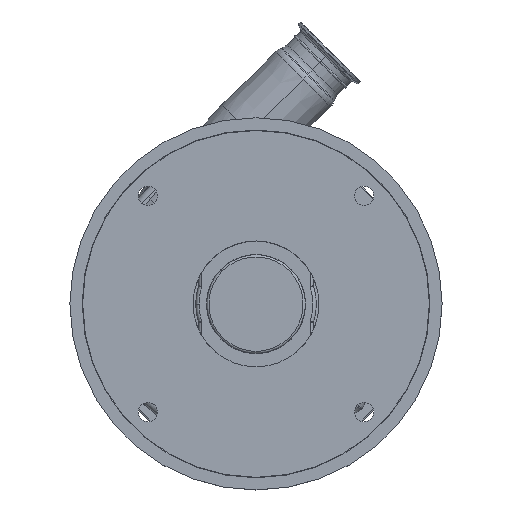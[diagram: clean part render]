
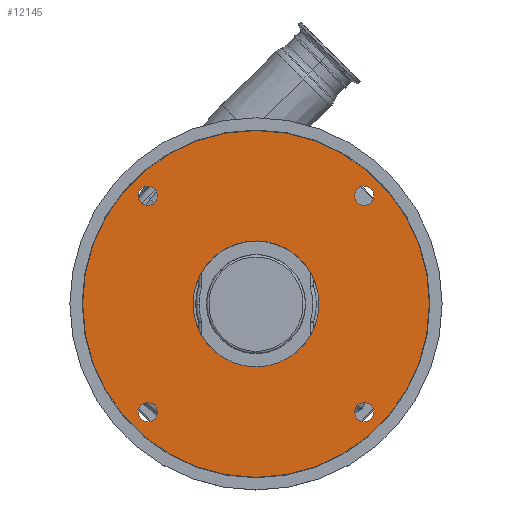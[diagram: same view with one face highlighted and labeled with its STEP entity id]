
A CAD part, top view. The second image highlights one B-rep face of the part: STEP entity #12145.
In plain terms, the highlighted planar face has unit normal (0, 0, 1).
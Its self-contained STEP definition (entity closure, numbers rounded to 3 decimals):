
#33 = EDGE_LOOP ( 'NONE', ( #2108, #8475 ) ) ;
#181 = DIRECTION ( 'NONE',  ( 0., 0., 1. ) ) ;
#387 = CIRCLE ( 'NONE', #11749, 8.75 ) ;
#457 = DIRECTION ( 'NONE',  ( 0., 0., 1. ) ) ;
#494 = DIRECTION ( 'NONE',  ( 1., 0., 0. ) ) ;
#555 = CARTESIAN_POINT ( 'NONE',  ( 90.033, 98.783, 190.5 ) ) ;
#568 = EDGE_CURVE ( 'NONE', #7951, #12315, #5777, .T. ) ;
#713 = AXIS2_PLACEMENT_3D ( 'NONE', #2543, #4920, #9449 ) ;
#792 = FACE_OUTER_BOUND ( 'NONE', #6549, .T. ) ;
#838 = AXIS2_PLACEMENT_3D ( 'NONE', #11836, #2164, #9542 ) ;
#852 = AXIS2_PLACEMENT_3D ( 'NONE', #11794, #5850, #5046 ) ;
#853 = ORIENTED_EDGE ( 'NONE', *, *, #9856, .F. ) ;
#1099 = AXIS2_PLACEMENT_3D ( 'NONE', #12021, #1844, #6503 ) ;
#1238 = ORIENTED_EDGE ( 'NONE', *, *, #2059, .F. ) ;
#1453 = CARTESIAN_POINT ( 'NONE',  ( -90.033, 98.783, 190.5 ) ) ;
#1512 = EDGE_CURVE ( 'NONE', #12315, #7951, #10558, .T. ) ;
#1607 = CARTESIAN_POINT ( 'NONE',  ( -57.5, 0., 190.5 ) ) ;
#1844 = DIRECTION ( 'NONE',  ( 0., 0., 1. ) ) ;
#1994 = EDGE_LOOP ( 'NONE', ( #4017, #6223 ) ) ;
#2059 = EDGE_CURVE ( 'NONE', #9431, #9600, #387, .T. ) ;
#2108 = ORIENTED_EDGE ( 'NONE', *, *, #10849, .F. ) ;
#2164 = DIRECTION ( 'NONE',  ( 0., 0., 1. ) ) ;
#2177 = DIRECTION ( 'NONE',  ( 0., 0., 1. ) ) ;
#2302 = EDGE_CURVE ( 'NONE', #9854, #3823, #12476, .T. ) ;
#2543 = CARTESIAN_POINT ( 'NONE',  ( 98.783, -98.783, 190.5 ) ) ;
#2707 = DIRECTION ( 'NONE',  ( 0., 0., 1. ) ) ;
#2823 = CIRCLE ( 'NONE', #3064, 57.5 ) ;
#2916 = CARTESIAN_POINT ( 'NONE',  ( -158.4, 0., 190.5 ) ) ;
#2918 = CARTESIAN_POINT ( 'NONE',  ( 57.5, 0., 190.5 ) ) ;
#2977 = DIRECTION ( 'NONE',  ( 0., 0., 1. ) ) ;
#3046 = DIRECTION ( 'NONE',  ( 1., 0., 0. ) ) ;
#3064 = AXIS2_PLACEMENT_3D ( 'NONE', #6626, #4485, #9081 ) ;
#3290 = AXIS2_PLACEMENT_3D ( 'NONE', #10469, #4900, #11655 ) ;
#3291 = ORIENTED_EDGE ( 'NONE', *, *, #5976, .F. ) ;
#3335 = AXIS2_PLACEMENT_3D ( 'NONE', #3437, #181, #12655 ) ;
#3355 = VERTEX_POINT ( 'NONE', #10183 ) ;
#3437 = CARTESIAN_POINT ( 'NONE',  ( -98.783, 98.783, 190.5 ) ) ;
#3502 = DIRECTION ( 'NONE',  ( 1., 0., 0. ) ) ;
#3633 = EDGE_CURVE ( 'NONE', #3355, #3895, #7495, .T. ) ;
#3823 = VERTEX_POINT ( 'NONE', #1453 ) ;
#3895 = VERTEX_POINT ( 'NONE', #8122 ) ;
#4017 = ORIENTED_EDGE ( 'NONE', *, *, #8270, .F. ) ;
#4205 = FACE_BOUND ( 'NONE', #13927, .T. ) ;
#4368 = VERTEX_POINT ( 'NONE', #555 ) ;
#4485 = DIRECTION ( 'NONE',  ( 0., 0., 1. ) ) ;
#4708 = AXIS2_PLACEMENT_3D ( 'NONE', #12925, #2977, #3046 ) ;
#4900 = DIRECTION ( 'NONE',  ( 0., 0., 1. ) ) ;
#4920 = DIRECTION ( 'NONE',  ( 0., 0., 1. ) ) ;
#5046 = DIRECTION ( 'NONE',  ( 1., 0., 0. ) ) ;
#5064 = DIRECTION ( 'NONE',  ( 0., 0., 1. ) ) ;
#5233 = FACE_BOUND ( 'NONE', #5583, .T. ) ;
#5305 = DIRECTION ( 'NONE',  ( 0., 0., 1. ) ) ;
#5583 = EDGE_LOOP ( 'NONE', ( #3291, #10670 ) ) ;
#5667 = CIRCLE ( 'NONE', #713, 8.75 ) ;
#5720 = EDGE_CURVE ( 'NONE', #5871, #4368, #7781, .T. ) ;
#5777 = CIRCLE ( 'NONE', #11969, 158.4 ) ;
#5850 = DIRECTION ( 'NONE',  ( 0., 0., 1. ) ) ;
#5871 = VERTEX_POINT ( 'NONE', #10951 ) ;
#5976 = EDGE_CURVE ( 'NONE', #13256, #12722, #2823, .T. ) ;
#6077 = CARTESIAN_POINT ( 'NONE',  ( 0., 0., 190.5 ) ) ;
#6223 = ORIENTED_EDGE ( 'NONE', *, *, #3633, .F. ) ;
#6269 = CARTESIAN_POINT ( 'NONE',  ( -107.533, 98.783, 190.5 ) ) ;
#6341 = FACE_BOUND ( 'NONE', #33, .T. ) ;
#6391 = AXIS2_PLACEMENT_3D ( 'NONE', #12001, #5305, #14370 ) ;
#6503 = DIRECTION ( 'NONE',  ( 1., 0., 0. ) ) ;
#6549 = EDGE_LOOP ( 'NONE', ( #11837, #7842 ) ) ;
#6626 = CARTESIAN_POINT ( 'NONE',  ( 0., 0., 190.5 ) ) ;
#7471 = EDGE_CURVE ( 'NONE', #4368, #5871, #7776, .T. ) ;
#7495 = CIRCLE ( 'NONE', #1099, 8.75 ) ;
#7776 = CIRCLE ( 'NONE', #4708, 8.75 ) ;
#7781 = CIRCLE ( 'NONE', #3290, 8.75 ) ;
#7829 = CIRCLE ( 'NONE', #3335, 8.75 ) ;
#7842 = ORIENTED_EDGE ( 'NONE', *, *, #1512, .T. ) ;
#7951 = VERTEX_POINT ( 'NONE', #12765 ) ;
#8122 = CARTESIAN_POINT ( 'NONE',  ( 107.533, -98.783, 190.5 ) ) ;
#8270 = EDGE_CURVE ( 'NONE', #3895, #3355, #5667, .T. ) ;
#8328 = AXIS2_PLACEMENT_3D ( 'NONE', #9780, #2707, #494 ) ;
#8475 = ORIENTED_EDGE ( 'NONE', *, *, #2302, .F. ) ;
#8583 = CARTESIAN_POINT ( 'NONE',  ( -90.033, -98.783, 190.5 ) ) ;
#8710 = PLANE ( 'NONE',  #8328 ) ;
#9081 = DIRECTION ( 'NONE',  ( 1., 0., 0. ) ) ;
#9431 = VERTEX_POINT ( 'NONE', #10679 ) ;
#9449 = DIRECTION ( 'NONE',  ( 1., 0., 0. ) ) ;
#9489 = ORIENTED_EDGE ( 'NONE', *, *, #7471, .F. ) ;
#9542 = DIRECTION ( 'NONE',  ( 1., 0., 0. ) ) ;
#9600 = VERTEX_POINT ( 'NONE', #8583 ) ;
#9780 = CARTESIAN_POINT ( 'NONE',  ( 0., 0., 190.5 ) ) ;
#9842 = FACE_BOUND ( 'NONE', #10704, .T. ) ;
#9854 = VERTEX_POINT ( 'NONE', #6269 ) ;
#9856 = EDGE_CURVE ( 'NONE', #9600, #9431, #12804, .T. ) ;
#10183 = CARTESIAN_POINT ( 'NONE',  ( 90.033, -98.783, 190.5 ) ) ;
#10229 = CIRCLE ( 'NONE', #11643, 57.5 ) ;
#10469 = CARTESIAN_POINT ( 'NONE',  ( 98.783, 98.783, 190.5 ) ) ;
#10552 = DIRECTION ( 'NONE',  ( 1., 0., 0. ) ) ;
#10558 = CIRCLE ( 'NONE', #838, 158.4 ) ;
#10658 = FACE_BOUND ( 'NONE', #1994, .T. ) ;
#10670 = ORIENTED_EDGE ( 'NONE', *, *, #11314, .F. ) ;
#10679 = CARTESIAN_POINT ( 'NONE',  ( -107.533, -98.783, 190.5 ) ) ;
#10704 = EDGE_LOOP ( 'NONE', ( #13203, #9489 ) ) ;
#10849 = EDGE_CURVE ( 'NONE', #3823, #9854, #7829, .T. ) ;
#10951 = CARTESIAN_POINT ( 'NONE',  ( 107.533, 98.783, 190.5 ) ) ;
#11314 = EDGE_CURVE ( 'NONE', #12722, #13256, #10229, .T. ) ;
#11578 = DIRECTION ( 'NONE',  ( 1., 0., 0. ) ) ;
#11643 = AXIS2_PLACEMENT_3D ( 'NONE', #6077, #457, #11578 ) ;
#11655 = DIRECTION ( 'NONE',  ( 1., 0., 0. ) ) ;
#11749 = AXIS2_PLACEMENT_3D ( 'NONE', #13681, #2177, #3502 ) ;
#11794 = CARTESIAN_POINT ( 'NONE',  ( -98.783, 98.783, 190.5 ) ) ;
#11836 = CARTESIAN_POINT ( 'NONE',  ( 0., 0., 190.5 ) ) ;
#11837 = ORIENTED_EDGE ( 'NONE', *, *, #568, .T. ) ;
#11969 = AXIS2_PLACEMENT_3D ( 'NONE', #13898, #5064, #10552 ) ;
#12001 = CARTESIAN_POINT ( 'NONE',  ( -98.783, -98.783, 190.5 ) ) ;
#12021 = CARTESIAN_POINT ( 'NONE',  ( 98.783, -98.783, 190.5 ) ) ;
#12145 = ADVANCED_FACE ( 'NONE', ( #792, #6341, #4205, #10658, #9842, #5233 ), #8710, .T. ) ;
#12315 = VERTEX_POINT ( 'NONE', #2916 ) ;
#12476 = CIRCLE ( 'NONE', #852, 8.75 ) ;
#12655 = DIRECTION ( 'NONE',  ( 1., 0., 0. ) ) ;
#12722 = VERTEX_POINT ( 'NONE', #1607 ) ;
#12765 = CARTESIAN_POINT ( 'NONE',  ( 158.4, 0., 190.5 ) ) ;
#12804 = CIRCLE ( 'NONE', #6391, 8.75 ) ;
#12925 = CARTESIAN_POINT ( 'NONE',  ( 98.783, 98.783, 190.5 ) ) ;
#13203 = ORIENTED_EDGE ( 'NONE', *, *, #5720, .F. ) ;
#13256 = VERTEX_POINT ( 'NONE', #2918 ) ;
#13681 = CARTESIAN_POINT ( 'NONE',  ( -98.783, -98.783, 190.5 ) ) ;
#13898 = CARTESIAN_POINT ( 'NONE',  ( 0., 0., 190.5 ) ) ;
#13927 = EDGE_LOOP ( 'NONE', ( #853, #1238 ) ) ;
#14370 = DIRECTION ( 'NONE',  ( 1., 0., 0. ) ) ;
